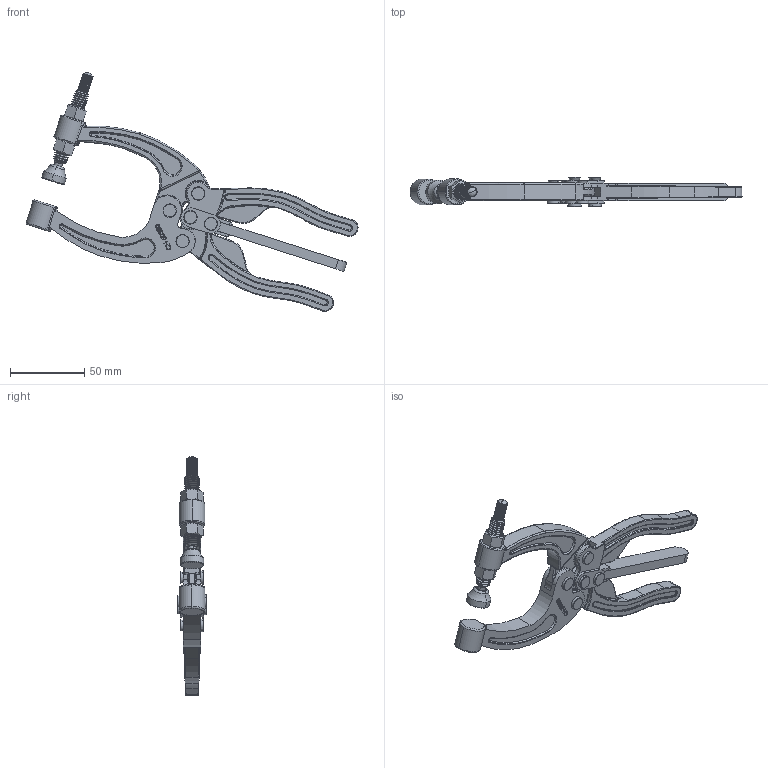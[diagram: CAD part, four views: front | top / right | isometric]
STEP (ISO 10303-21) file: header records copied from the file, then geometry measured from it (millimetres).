
FILE_DESCRIPTION (( 'STEP AP203' ), '1' );
FILE_NAME ('CH-50380.STEP', '2017-12-04T03:10:23', ( 'Windows' ), ( 'Microsoft' ), 'SwSTEP 2.0', 'SolidWorks 2015', '' );
FILE_SCHEMA (( 'CONFIG_CONTROL_DESIGN' ));
Length unit declared in the file: millimetre
Products named in the file (12): RIGHT BAR; 1_默认<按加工>; CH-50380-02 RIGHT BAR; 2; CH-50380; 4; 3-8-16 NUT; 5; 6; 3; LEFT HANDLE; CH-50380-01 LEFT BAR
Assembly tree (16 placements, depth 2):
  CH-50380
    CH-50380-01 LEFT BAR
    1_默认<按加工>
    2  x2
    4  x3
    3-8-16 NUT  x2
    5
    6
    3  x2
    LEFT HANDLE
    RIGHT BAR
    CH-50380-02 RIGHT BAR
Bounding box: 223.86 x 20 x 160.9 mm (x, y, z)
Volume: 88579.2 mm3; surface area: 47286 mm2
Topology: 19 solids, 19 shells, 1527 faces, 4021 edges, 2513 vertices
Faces by surface type: plane 402, cylinder 400, bspline 397, torus 135, cone 117, sphere 76
Entity records: 64965 total; most frequent: CARTESIAN_POINT 30870, ORIENTED_EDGE 7556, DIRECTION 5917, EDGE_CURVE 3778, VERTEX_POINT 2395, AXIS2_PLACEMENT_3D 2154, LINE 1609, VECTOR 1609
